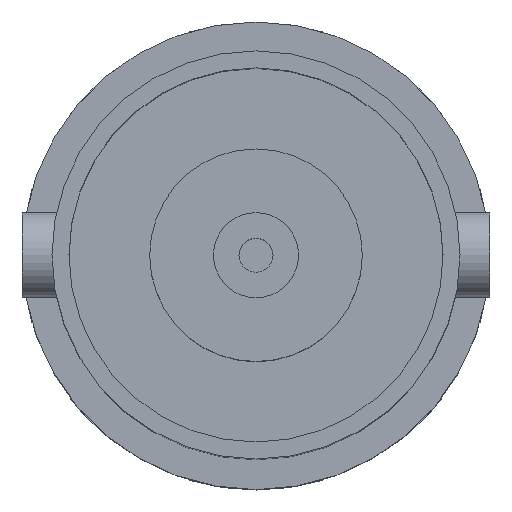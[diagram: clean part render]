
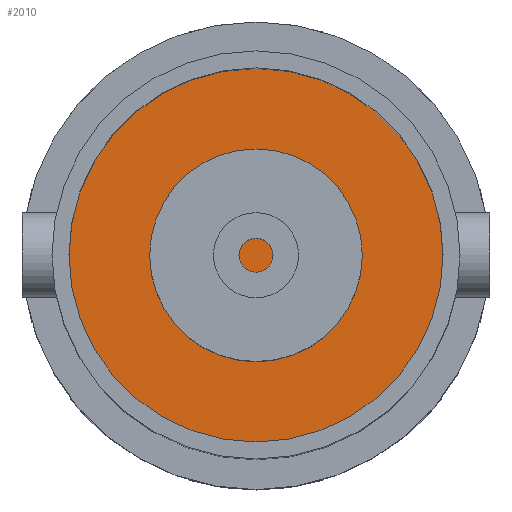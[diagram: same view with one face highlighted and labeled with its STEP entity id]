
A CAD part, top view. The second image highlights one B-rep face of the part: STEP entity #2010.
In plain terms, the highlighted planar face has unit normal (0, 0, 1).
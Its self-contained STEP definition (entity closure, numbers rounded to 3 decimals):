
#1926=CARTESIAN_POINT('',(-4.4,0.,8.4));
#1927=VERTEX_POINT('',#1926);
#1943=CARTESIAN_POINT('',(4.4,0.,8.4));
#1944=VERTEX_POINT('',#1943);
#1951=CARTESIAN_POINT('',(0.0,0.,8.4));
#1952=DIRECTION('',(0.0,0.0,1.0));
#1953=DIRECTION('',(-1.0,0.0,0.0));
#1954=AXIS2_PLACEMENT_3D('',#1951,#1952,#1953);
#1955=CIRCLE('',#1954,4.4);
#1956=EDGE_CURVE('',#1927,#1944,#1955,.T.);
#1983=CARTESIAN_POINT('',(0.0,0.,8.4));
#1984=DIRECTION('',(0.0,0.0,1.0));
#1985=DIRECTION('',(-1.0,0.0,0.0));
#1986=AXIS2_PLACEMENT_3D('',#1983,#1984,#1985);
#1987=CIRCLE('',#1986,4.4);
#1988=EDGE_CURVE('',#1944,#1927,#1987,.T.);
#2001=CARTESIAN_POINT('',(0.0,0.,8.4));
#2002=DIRECTION('',(0.0,0.0,-1.0));
#2003=DIRECTION('',(-1.0,0.0,0.0));
#2004=AXIS2_PLACEMENT_3D('',#2001,#2002,#2003);
#2005=PLANE('',#2004);
#2006=ORIENTED_EDGE('',*,*,#1956,.T.);
#2007=ORIENTED_EDGE('',*,*,#1988,.T.);
#2008=EDGE_LOOP('',(#2006,#2007));
#2009=FACE_OUTER_BOUND('',#2008,.T.);
#2010=ADVANCED_FACE('',(#2009),#2005,.F.);
